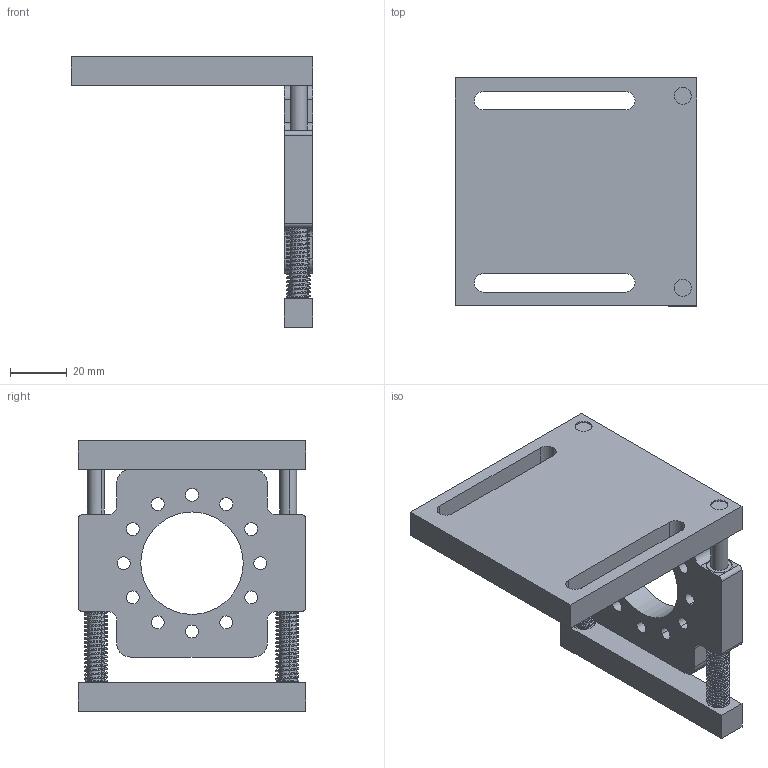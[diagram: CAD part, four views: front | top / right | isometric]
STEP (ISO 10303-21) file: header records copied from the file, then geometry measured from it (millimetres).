
FILE_DESCRIPTION((''),'2;1');
FILE_NAME('DM_CAD-6629','2019-03-14T',('creinig-se'),(''),'PRO/ENGINEER BY PARAMETRIC TECHNOLOGY CORPORATION, 2015440','PRO/ENGINEER BY PARAMETRIC TECHNOLOGY CORPORATION, 2015440','');
FILE_SCHEMA(('CONFIG_CONTROL_DESIGN'));
Length unit declared in the file: millimetre
Products named in the file (1): DM_CAD-6629
Bounding box: 85 x 80 x 95 mm (x, y, z)
Volume: 99749.9 mm3; surface area: 38652.7 mm2
Topology: 1 solids, 5 shells, 240 faces, 630 edges, 415 vertices
Faces by surface type: cylinder 110, plane 74, cone 52, bspline 4
Entity records: 18699 total; most frequent: CARTESIAN_POINT 10166, DIRECTION 1354, ORIENTED_EDGE 1244, PRESENTATION_STYLE_ASSIGNMENT 658, STYLED_ITEM 624, CURVE_STYLE 623, EDGE_CURVE 622, AXIS2_PLACEMENT_3D 544
